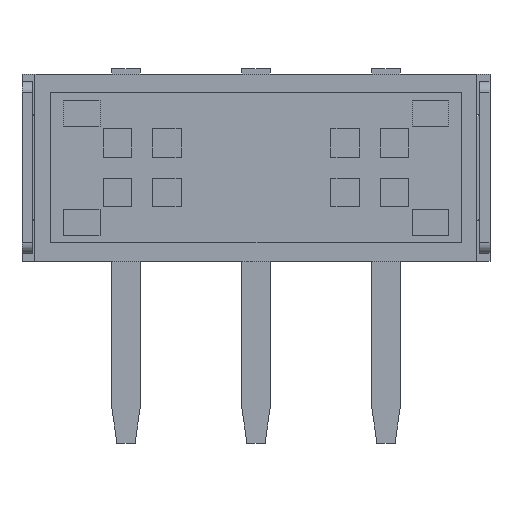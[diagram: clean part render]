
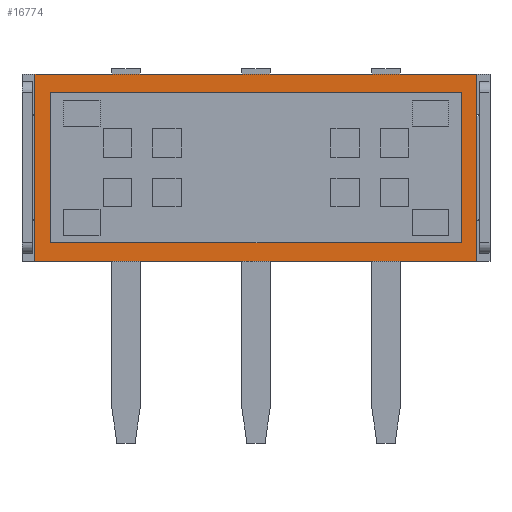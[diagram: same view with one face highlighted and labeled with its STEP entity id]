
A CAD part, front view. The second image highlights one B-rep face of the part: STEP entity #16774.
In plain terms, the highlighted planar face has unit normal (0, -1, 0).
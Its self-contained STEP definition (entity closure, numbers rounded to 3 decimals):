
#16558 = EDGE_CURVE('',#16559,#16561,#16563,.T.);
#16559 = VERTEX_POINT('',#16560);
#16560 = CARTESIAN_POINT('',(0.,0.,0.));
#16561 = VERTEX_POINT('',#16562);
#16562 = CARTESIAN_POINT('',(0.,0.,3.6));
#16563 = SURFACE_CURVE('',#16564,(#16568,#16580),.PCURVE_S1.);
#16564 = LINE('',#16565,#16566);
#16565 = CARTESIAN_POINT('',(0.,0.,0.));
#16566 = VECTOR('',#16567,1.);
#16567 = DIRECTION('',(0.,0.,1.));
#16568 = PCURVE('',#16569,#16574);
#16569 = PLANE('',#16570);
#16570 = AXIS2_PLACEMENT_3D('',#16571,#16572,#16573);
#16571 = CARTESIAN_POINT('',(0.,0.,0.));
#16572 = DIRECTION('',(1.,0.,-0.));
#16573 = DIRECTION('',(0.,0.,1.));
#16574 = DEFINITIONAL_REPRESENTATION('',(#16575),#16579);
#16575 = LINE('',#16576,#16577);
#16576 = CARTESIAN_POINT('',(0.,0.));
#16577 = VECTOR('',#16578,1.);
#16578 = DIRECTION('',(1.,0.));
#16579 = ( GEOMETRIC_REPRESENTATION_CONTEXT(2) 
PARAMETRIC_REPRESENTATION_CONTEXT() REPRESENTATION_CONTEXT('2D SPACE',''
  ) );
#16580 = PCURVE('',#16581,#16586);
#16581 = PLANE('',#16582);
#16582 = AXIS2_PLACEMENT_3D('',#16583,#16584,#16585);
#16583 = CARTESIAN_POINT('',(0.,0.,0.));
#16584 = DIRECTION('',(-0.,1.,0.));
#16585 = DIRECTION('',(0.,0.,1.));
#16586 = DEFINITIONAL_REPRESENTATION('',(#16587),#16591);
#16587 = LINE('',#16588,#16589);
#16588 = CARTESIAN_POINT('',(0.,0.));
#16589 = VECTOR('',#16590,1.);
#16590 = DIRECTION('',(1.,0.));
#16591 = ( GEOMETRIC_REPRESENTATION_CONTEXT(2) 
PARAMETRIC_REPRESENTATION_CONTEXT() REPRESENTATION_CONTEXT('2D SPACE',''
  ) );
#16609 = PLANE('',#16610);
#16610 = AXIS2_PLACEMENT_3D('',#16611,#16612,#16613);
#16611 = CARTESIAN_POINT('',(0.,0.,0.));
#16612 = DIRECTION('',(0.,0.,1.));
#16613 = DIRECTION('',(1.,0.,-0.));
#16663 = PLANE('',#16664);
#16664 = AXIS2_PLACEMENT_3D('',#16665,#16666,#16667);
#16665 = CARTESIAN_POINT('',(0.,0.,3.6));
#16666 = DIRECTION('',(0.,0.,1.));
#16667 = DIRECTION('',(1.,0.,-0.));
#16678 = EDGE_CURVE('',#16679,#16681,#16683,.T.);
#16679 = VERTEX_POINT('',#16680);
#16680 = CARTESIAN_POINT('',(8.5,0.,0.));
#16681 = VERTEX_POINT('',#16682);
#16682 = CARTESIAN_POINT('',(8.5,0.,3.6));
#16683 = SURFACE_CURVE('',#16684,(#16688,#16700),.PCURVE_S1.);
#16684 = LINE('',#16685,#16686);
#16685 = CARTESIAN_POINT('',(8.5,0.,0.));
#16686 = VECTOR('',#16687,1.);
#16687 = DIRECTION('',(0.,0.,1.));
#16688 = PCURVE('',#16689,#16694);
#16689 = PLANE('',#16690);
#16690 = AXIS2_PLACEMENT_3D('',#16691,#16692,#16693);
#16691 = CARTESIAN_POINT('',(8.5,0.,0.));
#16692 = DIRECTION('',(1.,0.,-0.));
#16693 = DIRECTION('',(0.,0.,1.));
#16694 = DEFINITIONAL_REPRESENTATION('',(#16695),#16699);
#16695 = LINE('',#16696,#16697);
#16696 = CARTESIAN_POINT('',(0.,0.));
#16697 = VECTOR('',#16698,1.);
#16698 = DIRECTION('',(1.,0.));
#16699 = ( GEOMETRIC_REPRESENTATION_CONTEXT(2) 
PARAMETRIC_REPRESENTATION_CONTEXT() REPRESENTATION_CONTEXT('2D SPACE',''
  ) );
#16700 = PCURVE('',#16581,#16701);
#16701 = DEFINITIONAL_REPRESENTATION('',(#16702),#16706);
#16702 = LINE('',#16703,#16704);
#16703 = CARTESIAN_POINT('',(0.,8.5));
#16704 = VECTOR('',#16705,1.);
#16705 = DIRECTION('',(1.,0.));
#16706 = ( GEOMETRIC_REPRESENTATION_CONTEXT(2) 
PARAMETRIC_REPRESENTATION_CONTEXT() REPRESENTATION_CONTEXT('2D SPACE',''
  ) );
#16774 = ADVANCED_FACE('',(#16775),#16581,.F.);
#16775 = FACE_BOUND('',#16776,.F.);
#16776 = EDGE_LOOP('',(#16777,#16798,#16799,#16820));
#16777 = ORIENTED_EDGE('',*,*,#16778,.F.);
#16778 = EDGE_CURVE('',#16559,#16679,#16779,.T.);
#16779 = SURFACE_CURVE('',#16780,(#16784,#16791),.PCURVE_S1.);
#16780 = LINE('',#16781,#16782);
#16781 = CARTESIAN_POINT('',(0.,0.,0.));
#16782 = VECTOR('',#16783,1.);
#16783 = DIRECTION('',(1.,0.,-0.));
#16784 = PCURVE('',#16581,#16785);
#16785 = DEFINITIONAL_REPRESENTATION('',(#16786),#16790);
#16786 = LINE('',#16787,#16788);
#16787 = CARTESIAN_POINT('',(0.,0.));
#16788 = VECTOR('',#16789,1.);
#16789 = DIRECTION('',(0.,1.));
#16790 = ( GEOMETRIC_REPRESENTATION_CONTEXT(2) 
PARAMETRIC_REPRESENTATION_CONTEXT() REPRESENTATION_CONTEXT('2D SPACE',''
  ) );
#16791 = PCURVE('',#16609,#16792);
#16792 = DEFINITIONAL_REPRESENTATION('',(#16793),#16797);
#16793 = LINE('',#16794,#16795);
#16794 = CARTESIAN_POINT('',(0.,0.));
#16795 = VECTOR('',#16796,1.);
#16796 = DIRECTION('',(1.,0.));
#16797 = ( GEOMETRIC_REPRESENTATION_CONTEXT(2) 
PARAMETRIC_REPRESENTATION_CONTEXT() REPRESENTATION_CONTEXT('2D SPACE',''
  ) );
#16798 = ORIENTED_EDGE('',*,*,#16558,.T.);
#16799 = ORIENTED_EDGE('',*,*,#16800,.T.);
#16800 = EDGE_CURVE('',#16561,#16681,#16801,.T.);
#16801 = SURFACE_CURVE('',#16802,(#16806,#16813),.PCURVE_S1.);
#16802 = LINE('',#16803,#16804);
#16803 = CARTESIAN_POINT('',(0.,0.,3.6));
#16804 = VECTOR('',#16805,1.);
#16805 = DIRECTION('',(1.,0.,-0.));
#16806 = PCURVE('',#16581,#16807);
#16807 = DEFINITIONAL_REPRESENTATION('',(#16808),#16812);
#16808 = LINE('',#16809,#16810);
#16809 = CARTESIAN_POINT('',(3.6,0.));
#16810 = VECTOR('',#16811,1.);
#16811 = DIRECTION('',(0.,1.));
#16812 = ( GEOMETRIC_REPRESENTATION_CONTEXT(2) 
PARAMETRIC_REPRESENTATION_CONTEXT() REPRESENTATION_CONTEXT('2D SPACE',''
  ) );
#16813 = PCURVE('',#16663,#16814);
#16814 = DEFINITIONAL_REPRESENTATION('',(#16815),#16819);
#16815 = LINE('',#16816,#16817);
#16816 = CARTESIAN_POINT('',(0.,0.));
#16817 = VECTOR('',#16818,1.);
#16818 = DIRECTION('',(1.,0.));
#16819 = ( GEOMETRIC_REPRESENTATION_CONTEXT(2) 
PARAMETRIC_REPRESENTATION_CONTEXT() REPRESENTATION_CONTEXT('2D SPACE',''
  ) );
#16820 = ORIENTED_EDGE('',*,*,#16678,.F.);
